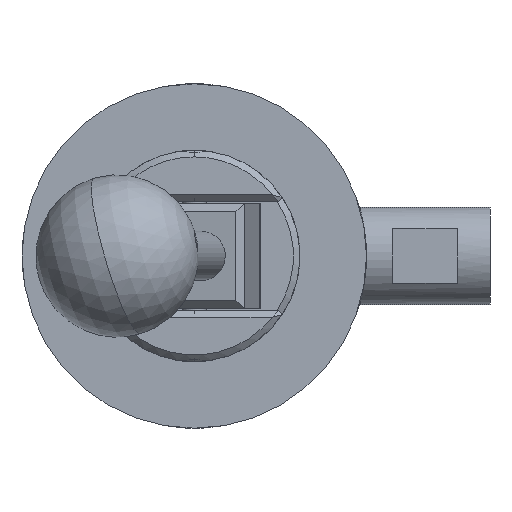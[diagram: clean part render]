
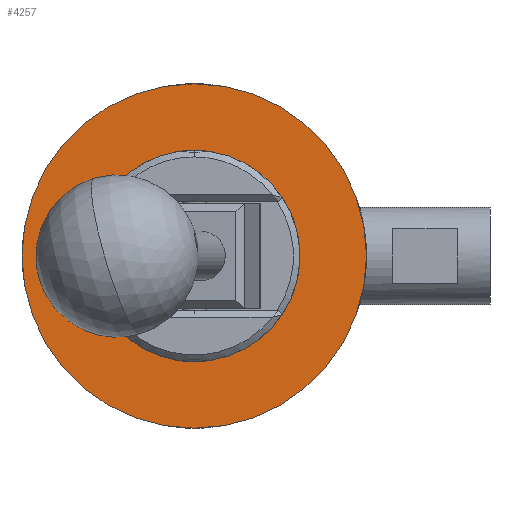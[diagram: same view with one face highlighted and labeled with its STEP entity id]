
A CAD part, front view. The second image highlights one B-rep face of the part: STEP entity #4257.
In plain terms, the highlighted planar face has unit normal (0, -1, 0).
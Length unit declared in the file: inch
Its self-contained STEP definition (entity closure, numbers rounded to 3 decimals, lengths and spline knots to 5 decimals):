
#25 = EDGE_CURVE ( 'NONE', #35832, #34277, #4820, .T. ) ;
#713 = DIRECTION ( 'NONE',  ( 0., 0., -1. ) ) ;
#1903 = DIRECTION ( 'NONE',  ( 0., 1., 0. ) ) ;
#3738 = ORIENTED_EDGE ( 'NONE', *, *, #21846, .T. ) ;
#4222 = DIRECTION ( 'NONE',  ( 0., 1., 0. ) ) ;
#4257 = ADVANCED_FACE ( 'NONE', ( #24656, #5002 ), #32102, .F. ) ;
#4820 = CIRCLE ( 'NONE', #22283, 1.325 ) ;
#5002 = FACE_OUTER_BOUND ( 'NONE', #23304, .T. ) ;
#7170 = DIRECTION ( 'NONE',  ( 0., 0., -1. ) ) ;
#10697 = AXIS2_PLACEMENT_3D ( 'NONE', #19437, #11778, #713 ) ;
#10715 = CARTESIAN_POINT ( 'NONE',  ( 0., -1.1875, -1.325 ) ) ;
#10719 = CARTESIAN_POINT ( 'NONE',  ( 0., -1.1875, 0. ) ) ;
#11778 = DIRECTION ( 'NONE',  ( 0., 1., 0. ) ) ;
#12696 = AXIS2_PLACEMENT_3D ( 'NONE', #10719, #32752, #24946 ) ;
#13435 = CARTESIAN_POINT ( 'NONE',  ( 0., -1.1875, -0.46 ) ) ;
#13856 = CIRCLE ( 'NONE', #12696, 1.325 ) ;
#14572 = AXIS2_PLACEMENT_3D ( 'NONE', #23671, #4222, #34405 ) ;
#14852 = VERTEX_POINT ( 'NONE', #13435 ) ;
#14940 = EDGE_LOOP ( 'NONE', ( #31278, #3738 ) ) ;
#17109 = AXIS2_PLACEMENT_3D ( 'NONE', #21344, #1903, #7170 ) ;
#17231 = CARTESIAN_POINT ( 'NONE',  ( 0., -1.1875, 0.46 ) ) ;
#17428 = EDGE_CURVE ( 'NONE', #14852, #19729, #30274, .T. ) ;
#17495 = DIRECTION ( 'NONE',  ( 0., 1., 0. ) ) ;
#17852 = DIRECTION ( 'NONE',  ( 0., 0., -1. ) ) ;
#18074 = ORIENTED_EDGE ( 'NONE', *, *, #25, .F. ) ;
#19437 = CARTESIAN_POINT ( 'NONE',  ( 0., -1.1875, 0. ) ) ;
#19729 = VERTEX_POINT ( 'NONE', #17231 ) ;
#21344 = CARTESIAN_POINT ( 'NONE',  ( -1.325, -1.1875, 0. ) ) ;
#21846 = EDGE_CURVE ( 'NONE', #19729, #14852, #27557, .T. ) ;
#22283 = AXIS2_PLACEMENT_3D ( 'NONE', #34075, #17495, #17852 ) ;
#23304 = EDGE_LOOP ( 'NONE', ( #27269, #18074 ) ) ;
#23671 = CARTESIAN_POINT ( 'NONE',  ( 0., -1.1875, 0. ) ) ;
#24656 = FACE_BOUND ( 'NONE', #14940, .T. ) ;
#24946 = DIRECTION ( 'NONE',  ( 0., 0., -1. ) ) ;
#25493 = CARTESIAN_POINT ( 'NONE',  ( 0., -1.1875, 1.325 ) ) ;
#27269 = ORIENTED_EDGE ( 'NONE', *, *, #27852, .F. ) ;
#27557 = CIRCLE ( 'NONE', #10697, 0.46 ) ;
#27852 = EDGE_CURVE ( 'NONE', #34277, #35832, #13856, .T. ) ;
#30274 = CIRCLE ( 'NONE', #14572, 0.46 ) ;
#31278 = ORIENTED_EDGE ( 'NONE', *, *, #17428, .T. ) ;
#32102 = PLANE ( 'NONE',  #17109 ) ;
#32752 = DIRECTION ( 'NONE',  ( 0., 1., 0. ) ) ;
#34075 = CARTESIAN_POINT ( 'NONE',  ( 0., -1.1875, 0. ) ) ;
#34277 = VERTEX_POINT ( 'NONE', #10715 ) ;
#34405 = DIRECTION ( 'NONE',  ( 0., 0., -1. ) ) ;
#35832 = VERTEX_POINT ( 'NONE', #25493 ) ;
